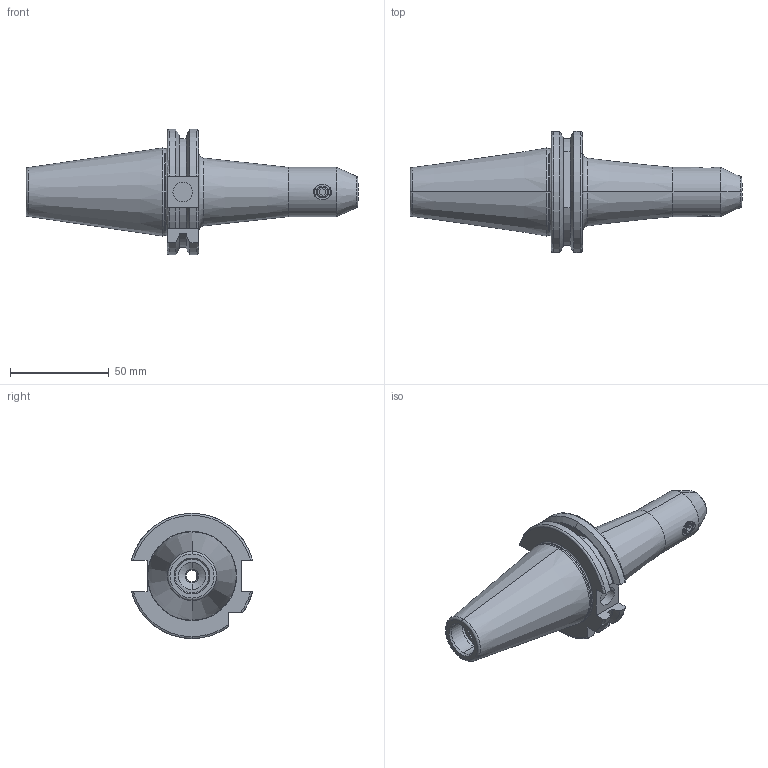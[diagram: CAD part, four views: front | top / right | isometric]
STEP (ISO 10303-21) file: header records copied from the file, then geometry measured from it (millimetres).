
FILE_DESCRIPTION (( 'STEP AP203' ), '1' );
FILE_NAME ('91406-WE106100.STEP', '2017-05-13T10:40:31', ( '' ), ( '' ), 'SwSTEP 2.0', 'SolidWorks 2009', '' );
FILE_SCHEMA (( 'CONFIG_CONTROL_DESIGN' ));
Length unit declared in the file: millimetre
Products named in the file (3): SK40EM06100WW; M6X10_DIN 913 - M6 x 10-N; 91406-WE106100
Assembly tree (2 placements, depth 2):
  91406-WE106100
    SK40EM06100WW
    M6X10_DIN 913 - M6 x 10-N
Bounding box: 168.4 x 61.48 x 63.55 mm (x, y, z)
Volume: 149379.2 mm3; surface area: 28088.6 mm2
Topology: 2 solids, 2 shells, 120 faces, 283 edges, 176 vertices
Faces by surface type: cylinder 34, plane 34, cone 30, torus 20, sphere 2
Entity records: 4051 total; most frequent: CARTESIAN_POINT 938, DIRECTION 628, ORIENTED_EDGE 566, EDGE_CURVE 283, AXIS2_PLACEMENT_3D 254, VERTEX_POINT 176, EDGE_LOOP 133, CIRCLE 129
